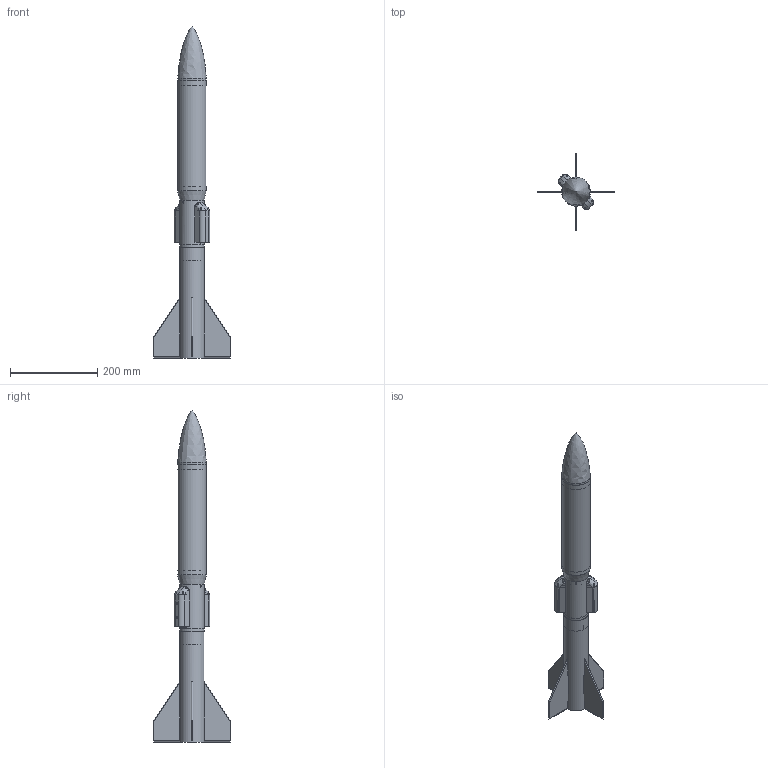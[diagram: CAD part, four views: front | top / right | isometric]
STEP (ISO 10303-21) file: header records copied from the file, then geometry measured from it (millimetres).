
FILE_DESCRIPTION(/* description */ ('STEP AP242','CAx-IF Rec.Pracs.---Representation and Presentation of Product Manufacturing Information (PMI)---4.0---2014-10-13','CAx-IF Rec.Pracs.---3D Tessellated Geometry---0.4---2014-09-14','2;1'),/* implementation_level */ '2;1');
FILE_NAME(/* name */ '66cf63080f9d0e6bf1b6d504',/* time_stamp */ '2024-08-28T17:49:01Z',/* author */ (''),/* organization */ (''),/* preprocessor_version */ 'ST-DEVELOPER v20',/* originating_system */ ' ',/* authorisation */ ' ');
FILE_SCHEMA (('AP242_MANAGED_MODEL_BASED_3D_ENGINEERING_MIM_LF { 1 0 10303 442 1 1 4 }'));
Length unit declared in the file: metre
Products named in the file (16): Assembly 1; Part 3; Part 1; Part 2; Gear; Part 4; Rack
Assembly tree (20 placements, depth 2):
  Assembly 1
    Part 3  x2
    Part 1
    Part 1  x4
    Part 1
    Part 2
    Part 1
    Part 3
    Part 1
    Part 2
    Gear  x2
    Part 1
    Part 2
    Part 4
    Rack
    Part 1
Bounding box: 176.19 x 176.19 x 763.07 mm (x, y, z)
Volume: 338847.1 mm3; surface area: 407025.1 mm2
Topology: 20 solids, 20 shells, 1258 faces, 3962 edges, 2885 vertices
Faces by surface type: plane 762, cylinder 356, bspline 110, torus 25, cone 3, sphere 2
Full cylindrical faces by diameter (mm): 0.2 x1, 0.5 x1, 1.6 x2, 1.7 x4, 1.8 x14, 2 x4, 2.8 x8, 3.8 x6, 4 x13, 5 x5, 5.4 x4, 6 x2, 6.3 x2, 14 x2, 49.9 x1, 52.9 x1, 53.3 x1, 55.3 x1, 55.4 x1, 56.3 x3, 59.6 x1, 61.2 x1, 65 x2, 65.2 x1, 66 x1, 66.1 x1
Entity records: 47472 total; most frequent: CARTESIAN_POINT 16384, ORIENTED_EDGE 6602, DIRECTION 5527, EDGE_CURVE 3301, VERTEX_POINT 2495, LINE 1969, VECTOR 1969, AXIS2_PLACEMENT_3D 1779
